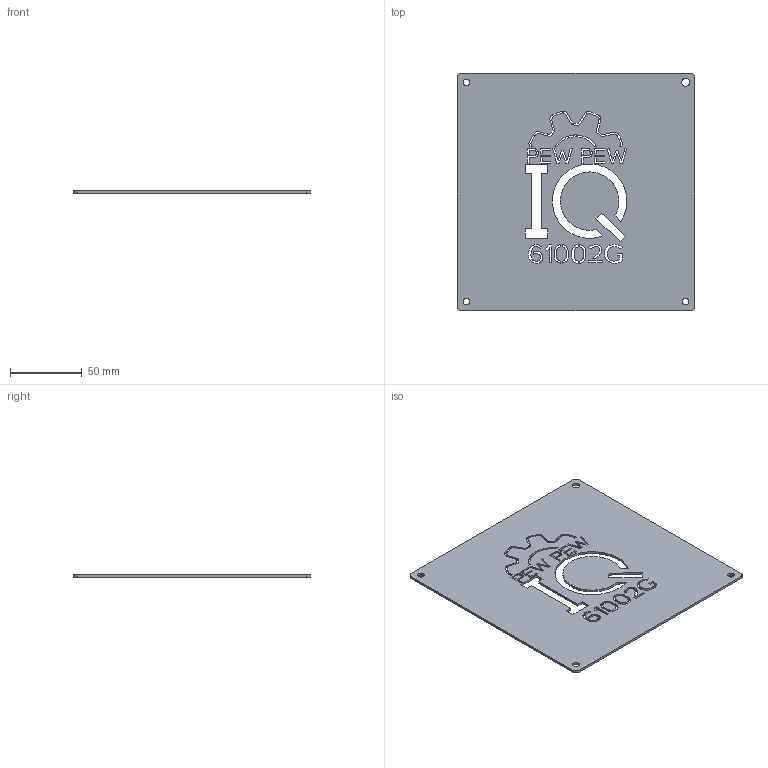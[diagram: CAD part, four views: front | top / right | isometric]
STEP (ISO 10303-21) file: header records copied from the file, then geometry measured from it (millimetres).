
FILE_DESCRIPTION(/* description */ (''),/* implementation_level */ '2;1');
FILE_NAME(/* name */ 'cutout.stp',/* time_stamp */ '2023-09-04T22:01:24-07:00',/* author */ ('reima'),/* organization */ (''),/* preprocessor_version */ 'ST-DEVELOPER v19.2',/* originating_system */ 'Autodesk Inventor 2024',/* authorisation */ '');
FILE_SCHEMA (('AUTOMOTIVE_DESIGN { 1 0 10303 214 3 1 1 }'));
Length unit declared in the file: inch
Products named in the file (1): cutout
Bounding box: 165.1 x 165.1 x 1.59 mm (x, y, z)
Volume: 40007 mm3; surface area: 53941.8 mm2
Topology: 1 solids, 1 shells, 257 faces, 765 edges, 510 vertices
Faces by surface type: plane 173, cylinder 84
Full cylindrical faces by diameter (mm): 4.674 x3, 5.498 x1
Entity records: 8764 total; most frequent: CARTESIAN_POINT 1533, ORIENTED_EDGE 1530, DIRECTION 1449, EDGE_CURVE 765, LINE 597, VECTOR 597, VERTEX_POINT 510, AXIS2_PLACEMENT_3D 426
